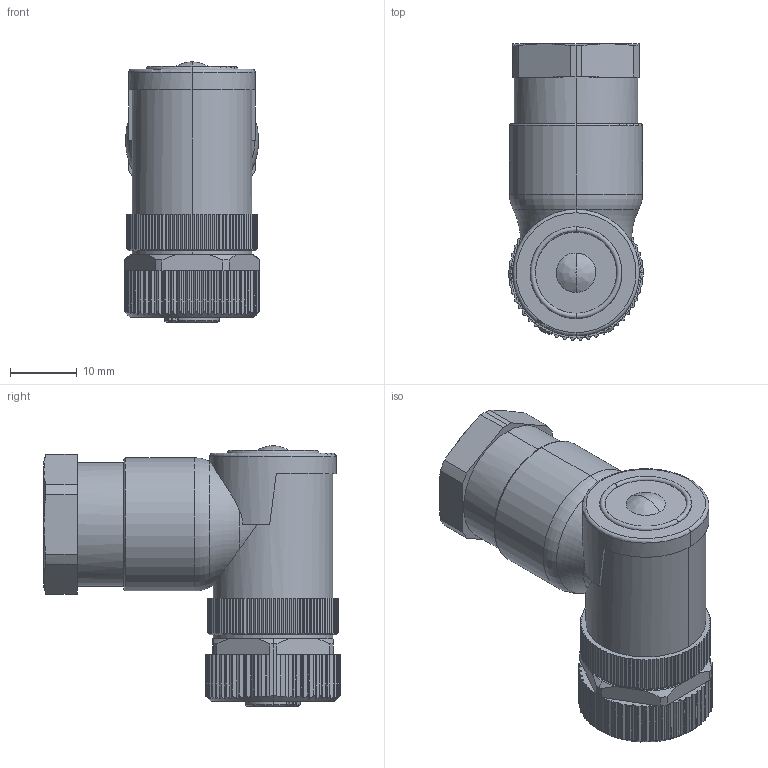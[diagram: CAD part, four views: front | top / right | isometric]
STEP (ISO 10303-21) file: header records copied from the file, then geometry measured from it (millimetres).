
FILE_DESCRIPTION(('CATIA V5 STEP Exchange','CAx-IF Rec.Pracs.--- Model Styling and Organization---1.4--- 2014-01-23'),'2;1');
FILE_NAME ('013887-2_0', '2022-04-11T12:50:06+00:00', ('none'), ('Weidmueller'), 'CATIA Version 5-6 Release 2016 SP3 HF44', 'CATIA V5 STEP AP214', 'none');
FILE_SCHEMA(('AUTOMOTIVE_DESIGN { 1 0 10303 214 1 1 1 1 }'));
Length unit declared in the file: millimetre
Products named in the file (1): 1467670000
Bounding box: 20.2 x 44.49 x 39.1 mm (x, y, z)
Volume: 17436.7 mm3; surface area: 6006.3 mm2
Topology: 2 solids, 2 shells, 695 faces, 1988 edges, 1312 vertices
Faces by surface type: plane 368, cylinder 263, cone 36, torus 24, bspline 2, sphere 2
Entity records: 24165 total; most frequent: CARTESIAN_POINT 7343, ORIENTED_EDGE 3972, DIRECTION 2708, EDGE_CURVE 1984, VERTEX_POINT 1310, AXIS2_PLACEMENT_3D 1046, VECTOR 977, LINE 977
